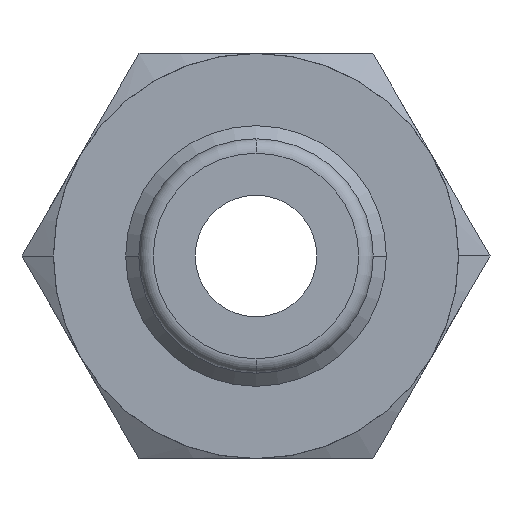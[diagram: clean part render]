
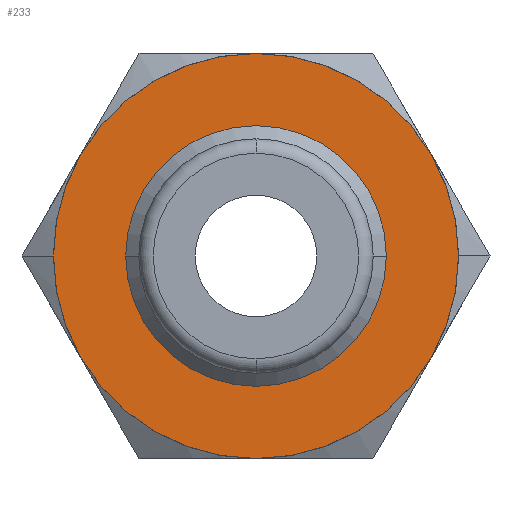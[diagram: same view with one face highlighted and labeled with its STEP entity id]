
A CAD part, front view. The second image highlights one B-rep face of the part: STEP entity #233.
In plain terms, the highlighted planar face has unit normal (0, -1, 0).
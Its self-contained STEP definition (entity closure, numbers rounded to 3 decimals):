
#233=ADVANCED_FACE('',(#490,#491),#492,.T.);
#490=FACE_OUTER_BOUND('',#15382,.T.);
#491=FACE_BOUND('',#15383,.T.);
#492=PLANE('',#15384);
#15382=EDGE_LOOP('',(#30580,#30581));
#15383=EDGE_LOOP('',(#30582,#30583));
#15384=AXIS2_PLACEMENT_3D('',#30584,#30585,#30586);
#30580=ORIENTED_EDGE('',*,*,#30849,.T.);
#30581=ORIENTED_EDGE('',*,*,#30901,.T.);
#30582=ORIENTED_EDGE('',*,*,#31022,.F.);
#30583=ORIENTED_EDGE('',*,*,#31023,.F.);
#30584=CARTESIAN_POINT('',(0.0,14.0,0.0));
#30585=DIRECTION('',(0.0,-1.0,0.0));
#30586=DIRECTION('',(-1.0,0.0,0.0));
#30849=EDGE_CURVE('',#31158,#31163,#31165,.T.);
#30901=EDGE_CURVE('',#31163,#31158,#31252,.T.);
#31022=EDGE_CURVE('',#31399,#31400,#31401,.T.);
#31023=EDGE_CURVE('',#31400,#31399,#31402,.T.);
#31158=VERTEX_POINT('',#31703);
#31163=VERTEX_POINT('',#31709);
#31165=CIRCLE('',#31712,6.995);
#31252=CIRCLE('',#32162,6.995);
#31399=VERTEX_POINT('',#34676);
#31400=VERTEX_POINT('',#34677);
#31401=CIRCLE('',#34678,4.5);
#31402=CIRCLE('',#34679,4.5);
#31703=CARTESIAN_POINT('',(6.995,14.0,0.0));
#31709=CARTESIAN_POINT('',(-6.995,14.0,0.));
#31712=AXIS2_PLACEMENT_3D('',#34823,#34824,#34825);
#32162=AXIS2_PLACEMENT_3D('',#34877,#34878,#34879);
#34676=CARTESIAN_POINT('',(-4.5,14.0,0.));
#34677=CARTESIAN_POINT('',(4.5,14.0,0.));
#34678=AXIS2_PLACEMENT_3D('',#35015,#35016,#35017);
#34679=AXIS2_PLACEMENT_3D('',#35018,#35019,#35020);
#34823=CARTESIAN_POINT('',(0.0,14.0,0.0));
#34824=DIRECTION('',(0.0,-1.0,0.0));
#34825=DIRECTION('',(1.0,0.0,0.0));
#34877=CARTESIAN_POINT('',(0.0,14.0,0.0));
#34878=DIRECTION('',(0.0,-1.0,0.0));
#34879=DIRECTION('',(1.0,0.0,0.0));
#35015=CARTESIAN_POINT('',(0.0,14.0,0.0));
#35016=DIRECTION('',(0.0,-1.0,0.0));
#35017=DIRECTION('',(1.0,0.0,0.0));
#35018=CARTESIAN_POINT('',(0.0,14.0,0.0));
#35019=DIRECTION('',(0.0,-1.0,0.0));
#35020=DIRECTION('',(1.0,0.0,0.0));
